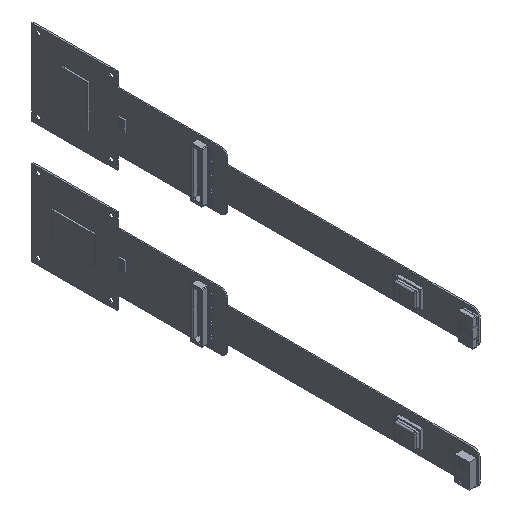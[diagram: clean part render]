
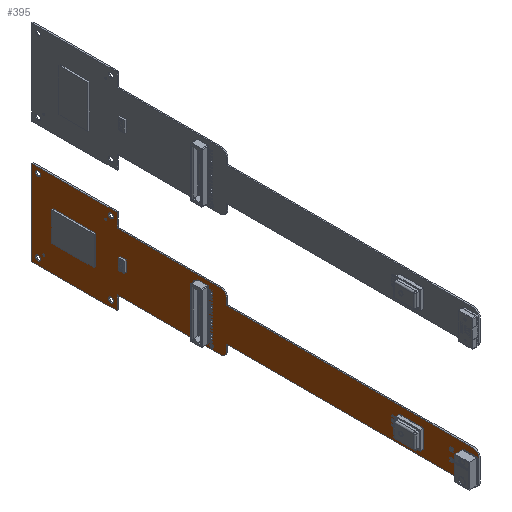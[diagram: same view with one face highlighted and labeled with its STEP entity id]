
A CAD part, isometric view. The second image highlights one B-rep face of the part: STEP entity #395.
In plain terms, the highlighted planar face has unit normal (-1, 0, 0).
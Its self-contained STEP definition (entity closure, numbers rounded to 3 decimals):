
#120=CARTESIAN_POINT('',(15.4,-6.6,-109.));
#121=DIRECTION('',(-1.,0.,0.));
#122=DIRECTION('',(0.,1.,0.));
#123=AXIS2_PLACEMENT_3D('',#120,#121,#122);
#124=PLANE('',#123);
#125=CARTESIAN_POINT('',(15.4,70.061,-16.655));
#126=VERTEX_POINT('',#125);
#127=CARTESIAN_POINT('',(15.4,70.061,-15.855));
#128=VERTEX_POINT('',#127);
#129=CARTESIAN_POINT('',(15.4,70.061,-16.255));
#130=DIRECTION('',(-1.,0.,0.));
#131=DIRECTION('',(0.,0.,1.));
#132=AXIS2_PLACEMENT_3D('',#129,#130,#131);
#133=CIRCLE('',#132,0.4);
#134=EDGE_CURVE('',#126,#128,#133,.T.);
#135=ORIENTED_EDGE('',*,*,#134,.F.);
#136=CARTESIAN_POINT('',(15.4,70.061,-16.255));
#137=DIRECTION('',(-1.,0.,0.));
#138=DIRECTION('',(0.,0.,1.));
#139=AXIS2_PLACEMENT_3D('',#136,#137,#138);
#140=CIRCLE('',#139,0.4);
#141=EDGE_CURVE('',#128,#126,#140,.T.);
#142=ORIENTED_EDGE('',*,*,#141,.F.);
#143=EDGE_LOOP('',(#135,#142));
#144=FACE_BOUND('',#143,.T.);
#145=CARTESIAN_POINT('',(15.4,58.069,-16.641));
#146=VERTEX_POINT('',#145);
#147=CARTESIAN_POINT('',(15.4,58.069,-15.841));
#148=VERTEX_POINT('',#147);
#149=CARTESIAN_POINT('',(15.4,58.069,-16.241));
#150=DIRECTION('',(-1.,0.,0.));
#151=DIRECTION('',(0.,0.,1.));
#152=AXIS2_PLACEMENT_3D('',#149,#150,#151);
#153=CIRCLE('',#152,0.4);
#154=EDGE_CURVE('',#146,#148,#153,.T.);
#155=ORIENTED_EDGE('',*,*,#154,.F.);
#156=CARTESIAN_POINT('',(15.4,58.069,-16.241));
#157=DIRECTION('',(-1.,0.,0.));
#158=DIRECTION('',(0.,0.,1.));
#159=AXIS2_PLACEMENT_3D('',#156,#157,#158);
#160=CIRCLE('',#159,0.4);
#161=EDGE_CURVE('',#148,#146,#160,.T.);
#162=ORIENTED_EDGE('',*,*,#161,.F.);
#163=EDGE_LOOP('',(#155,#162));
#164=FACE_BOUND('',#163,.T.);
#165=CARTESIAN_POINT('',(15.4,58.07,-4.65));
#166=VERTEX_POINT('',#165);
#167=CARTESIAN_POINT('',(15.4,58.07,-3.85));
#168=VERTEX_POINT('',#167);
#169=CARTESIAN_POINT('',(15.4,58.07,-4.25));
#170=DIRECTION('',(-1.,0.,0.));
#171=DIRECTION('',(0.,0.,1.));
#172=AXIS2_PLACEMENT_3D('',#169,#170,#171);
#173=CIRCLE('',#172,0.4);
#174=EDGE_CURVE('',#166,#168,#173,.T.);
#175=ORIENTED_EDGE('',*,*,#174,.F.);
#176=CARTESIAN_POINT('',(15.4,58.07,-4.25));
#177=DIRECTION('',(-1.,0.,0.));
#178=DIRECTION('',(0.,0.,1.));
#179=AXIS2_PLACEMENT_3D('',#176,#177,#178);
#180=CIRCLE('',#179,0.4);
#181=EDGE_CURVE('',#168,#166,#180,.T.);
#182=ORIENTED_EDGE('',*,*,#181,.F.);
#183=EDGE_LOOP('',(#175,#182));
#184=FACE_BOUND('',#183,.T.);
#185=CARTESIAN_POINT('',(15.4,70.07,-4.65));
#186=VERTEX_POINT('',#185);
#187=CARTESIAN_POINT('',(15.4,70.07,-3.85));
#188=VERTEX_POINT('',#187);
#189=CARTESIAN_POINT('',(15.4,70.07,-4.25));
#190=DIRECTION('',(-1.,0.,0.));
#191=DIRECTION('',(0.,0.,1.));
#192=AXIS2_PLACEMENT_3D('',#189,#190,#191);
#193=CIRCLE('',#192,0.4);
#194=EDGE_CURVE('',#186,#188,#193,.T.);
#195=ORIENTED_EDGE('',*,*,#194,.F.);
#196=CARTESIAN_POINT('',(15.4,70.07,-4.25));
#197=DIRECTION('',(-1.,0.,0.));
#198=DIRECTION('',(0.,0.,1.));
#199=AXIS2_PLACEMENT_3D('',#196,#197,#198);
#200=CIRCLE('',#199,0.4);
#201=EDGE_CURVE('',#188,#186,#200,.T.);
#202=ORIENTED_EDGE('',*,*,#201,.F.);
#203=EDGE_LOOP('',(#195,#202));
#204=FACE_BOUND('',#203,.T.);
#205=CARTESIAN_POINT('',(15.4,58.9,-5.3));
#206=VERTEX_POINT('',#205);
#207=CARTESIAN_POINT('',(15.4,58.9,-5.15));
#208=DIRECTION('',(1.,0.,0.));
#209=DIRECTION('',(0.,0.,-1.));
#210=AXIS2_PLACEMENT_3D('',#207,#208,#209);
#211=CIRCLE('',#210,0.15);
#212=EDGE_CURVE('',#206,#206,#211,.T.);
#213=ORIENTED_EDGE('',*,*,#212,.T.);
#214=EDGE_LOOP('',(#213));
#215=FACE_BOUND('',#214,.T.);
#216=CARTESIAN_POINT('',(15.4,69.1,-15.5));
#217=VERTEX_POINT('',#216);
#218=CARTESIAN_POINT('',(15.4,69.1,-15.35));
#219=DIRECTION('',(1.,0.,0.));
#220=DIRECTION('',(0.,0.,-1.));
#221=AXIS2_PLACEMENT_3D('',#218,#219,#220);
#222=CIRCLE('',#221,0.15);
#223=EDGE_CURVE('',#217,#217,#222,.T.);
#224=ORIENTED_EDGE('',*,*,#223,.T.);
#225=EDGE_LOOP('',(#224));
#226=FACE_BOUND('',#225,.T.);
#227=CARTESIAN_POINT('',(15.4,57.066,-15.));
#228=VERTEX_POINT('',#227);
#229=CARTESIAN_POINT('',(15.4,40.066,-15.));
#230=VERTEX_POINT('',#229);
#231=CARTESIAN_POINT('',(15.4,57.066,-15.));
#232=DIRECTION('',(0.,-1.,0.));
#233=VECTOR('',#232,17.);
#234=LINE('',#231,#233);
#235=EDGE_CURVE('',#228,#230,#234,.T.);
#236=ORIENTED_EDGE('',*,*,#235,.T.);
#237=CARTESIAN_POINT('',(15.4,39.066,-14.));
#238=VERTEX_POINT('',#237);
#239=CARTESIAN_POINT('',(15.4,40.066,-14.));
#240=DIRECTION('',(-1.,0.,0.));
#241=DIRECTION('',(0.,0.,1.));
#242=AXIS2_PLACEMENT_3D('',#239,#240,#241);
#243=CIRCLE('',#242,1.);
#244=EDGE_CURVE('',#230,#238,#243,.T.);
#245=ORIENTED_EDGE('',*,*,#244,.T.);
#246=CARTESIAN_POINT('',(15.4,39.066,-13.));
#247=VERTEX_POINT('',#246);
#248=CARTESIAN_POINT('',(15.4,39.066,-14.));
#249=DIRECTION('',(0.,0.,1.));
#250=VECTOR('',#249,1.);
#251=LINE('',#248,#250);
#252=EDGE_CURVE('',#238,#247,#251,.T.);
#253=ORIENTED_EDGE('',*,*,#252,.T.);
#254=CARTESIAN_POINT('',(15.4,-1.434,-13.));
#255=VERTEX_POINT('',#254);
#256=CARTESIAN_POINT('',(15.4,39.066,-13.));
#257=DIRECTION('',(0.,-1.,0.));
#258=VECTOR('',#257,40.5);
#259=LINE('',#256,#258);
#260=EDGE_CURVE('',#247,#255,#259,.T.);
#261=ORIENTED_EDGE('',*,*,#260,.T.);
#262=CARTESIAN_POINT('',(15.4,-2.434,-12.));
#263=VERTEX_POINT('',#262);
#264=CARTESIAN_POINT('',(15.4,-1.434,-12.));
#265=DIRECTION('',(-1.,0.,0.));
#266=DIRECTION('',(0.,0.,1.));
#267=AXIS2_PLACEMENT_3D('',#264,#265,#266);
#268=CIRCLE('',#267,1.);
#269=EDGE_CURVE('',#255,#263,#268,.T.);
#270=ORIENTED_EDGE('',*,*,#269,.T.);
#271=CARTESIAN_POINT('',(15.4,-2.434,-8.5));
#272=VERTEX_POINT('',#271);
#273=CARTESIAN_POINT('',(15.4,-2.434,-12.));
#274=DIRECTION('',(0.,0.,1.));
#275=VECTOR('',#274,3.5);
#276=LINE('',#273,#275);
#277=EDGE_CURVE('',#263,#272,#276,.T.);
#278=ORIENTED_EDGE('',*,*,#277,.T.);
#279=CARTESIAN_POINT('',(15.4,-1.434,-7.5));
#280=VERTEX_POINT('',#279);
#281=CARTESIAN_POINT('',(15.4,-1.434,-8.5));
#282=DIRECTION('',(-1.,0.,0.));
#283=DIRECTION('',(0.,0.,1.));
#284=AXIS2_PLACEMENT_3D('',#281,#282,#283);
#285=CIRCLE('',#284,1.);
#286=EDGE_CURVE('',#272,#280,#285,.T.);
#287=ORIENTED_EDGE('',*,*,#286,.T.);
#288=CARTESIAN_POINT('',(15.4,39.066,-7.5));
#289=VERTEX_POINT('',#288);
#290=CARTESIAN_POINT('',(15.4,-1.434,-7.5));
#291=DIRECTION('',(0.,1.,0.));
#292=VECTOR('',#291,40.5);
#293=LINE('',#290,#292);
#294=EDGE_CURVE('',#280,#289,#293,.T.);
#295=ORIENTED_EDGE('',*,*,#294,.T.);
#296=CARTESIAN_POINT('',(15.4,39.066,-6.5));
#297=VERTEX_POINT('',#296);
#298=CARTESIAN_POINT('',(15.4,39.066,-7.5));
#299=DIRECTION('',(0.,0.,1.));
#300=VECTOR('',#299,1.);
#301=LINE('',#298,#300);
#302=EDGE_CURVE('',#289,#297,#301,.T.);
#303=ORIENTED_EDGE('',*,*,#302,.T.);
#304=CARTESIAN_POINT('',(15.4,40.066,-5.5));
#305=VERTEX_POINT('',#304);
#306=CARTESIAN_POINT('',(15.4,40.066,-6.5));
#307=DIRECTION('',(-1.,0.,0.));
#308=DIRECTION('',(0.,0.,1.));
#309=AXIS2_PLACEMENT_3D('',#306,#307,#308);
#310=CIRCLE('',#309,1.);
#311=EDGE_CURVE('',#297,#305,#310,.T.);
#312=ORIENTED_EDGE('',*,*,#311,.T.);
#313=CARTESIAN_POINT('',(15.4,57.066,-5.5));
#314=VERTEX_POINT('',#313);
#315=CARTESIAN_POINT('',(15.4,57.066,-5.5));
#316=DIRECTION('',(0.,-1.,0.));
#317=VECTOR('',#316,17.);
#318=LINE('',#315,#317);
#319=EDGE_CURVE('',#314,#305,#318,.T.);
#320=ORIENTED_EDGE('',*,*,#319,.F.);
#321=CARTESIAN_POINT('',(15.4,57.066,-3.25));
#322=VERTEX_POINT('',#321);
#323=CARTESIAN_POINT('',(15.4,57.066,-5.5));
#324=DIRECTION('',(0.,0.,1.));
#325=VECTOR('',#324,2.25);
#326=LINE('',#323,#325);
#327=EDGE_CURVE('',#314,#322,#326,.T.);
#328=ORIENTED_EDGE('',*,*,#327,.T.);
#329=CARTESIAN_POINT('',(15.4,71.066,-3.25));
#330=VERTEX_POINT('',#329);
#331=CARTESIAN_POINT('',(15.4,71.066,-3.25));
#332=DIRECTION('',(0.,-1.,0.));
#333=VECTOR('',#332,14.);
#334=LINE('',#331,#333);
#335=EDGE_CURVE('',#330,#322,#334,.T.);
#336=ORIENTED_EDGE('',*,*,#335,.F.);
#337=CARTESIAN_POINT('',(15.4,71.066,-17.25));
#338=VERTEX_POINT('',#337);
#339=CARTESIAN_POINT('',(15.4,71.066,-17.25));
#340=DIRECTION('',(0.,0.,1.));
#341=VECTOR('',#340,14.);
#342=LINE('',#339,#341);
#343=EDGE_CURVE('',#338,#330,#342,.T.);
#344=ORIENTED_EDGE('',*,*,#343,.F.);
#345=CARTESIAN_POINT('',(15.4,57.066,-17.25));
#346=VERTEX_POINT('',#345);
#347=CARTESIAN_POINT('',(15.4,57.066,-17.25));
#348=DIRECTION('',(0.,1.,-0.));
#349=VECTOR('',#348,14.);
#350=LINE('',#347,#349);
#351=EDGE_CURVE('',#346,#338,#350,.T.);
#352=ORIENTED_EDGE('',*,*,#351,.F.);
#353=CARTESIAN_POINT('',(15.4,57.066,-15.));
#354=DIRECTION('',(0.,0.,-1.));
#355=VECTOR('',#354,2.25);
#356=LINE('',#353,#355);
#357=EDGE_CURVE('',#228,#346,#356,.T.);
#358=ORIENTED_EDGE('',*,*,#357,.F.);
#359=EDGE_LOOP('',(#236,#245,#253,#261,#270,#278,#287,#295,#303,#312,#320,#328,#336,#344,#352,#358));
#360=FACE_BOUND('',#359,.T.);
#361=CARTESIAN_POINT('',(15.4,56.546,-9.276));
#362=VERTEX_POINT('',#361);
#363=CARTESIAN_POINT('',(15.4,55.546,-9.276));
#364=VERTEX_POINT('',#363);
#365=CARTESIAN_POINT('',(15.4,56.546,-9.276));
#366=DIRECTION('',(0.,-1.,0.));
#367=VECTOR('',#366,1.);
#368=LINE('',#365,#367);
#369=EDGE_CURVE('',#362,#364,#368,.T.);
#370=ORIENTED_EDGE('',*,*,#369,.T.);
#371=CARTESIAN_POINT('',(15.4,55.546,-11.076));
#372=VERTEX_POINT('',#371);
#373=CARTESIAN_POINT('',(15.4,55.546,-9.276));
#374=DIRECTION('',(0.,0.,-1.));
#375=VECTOR('',#374,1.8);
#376=LINE('',#373,#375);
#377=EDGE_CURVE('',#364,#372,#376,.T.);
#378=ORIENTED_EDGE('',*,*,#377,.T.);
#379=CARTESIAN_POINT('',(15.4,56.546,-11.076));
#380=VERTEX_POINT('',#379);
#381=CARTESIAN_POINT('',(15.4,55.546,-11.076));
#382=DIRECTION('',(0.,1.,0.));
#383=VECTOR('',#382,1.);
#384=LINE('',#381,#383);
#385=EDGE_CURVE('',#372,#380,#384,.T.);
#386=ORIENTED_EDGE('',*,*,#385,.T.);
#387=CARTESIAN_POINT('',(15.4,56.546,-11.076));
#388=DIRECTION('',(0.,0.,1.));
#389=VECTOR('',#388,1.8);
#390=LINE('',#387,#389);
#391=EDGE_CURVE('',#380,#362,#390,.T.);
#392=ORIENTED_EDGE('',*,*,#391,.T.);
#393=EDGE_LOOP('',(#370,#378,#386,#392));
#394=FACE_BOUND('',#393,.T.);
#395=ADVANCED_FACE('',(#144,#164,#184,#204,#215,#226,#360,#394),#124,.T.);
